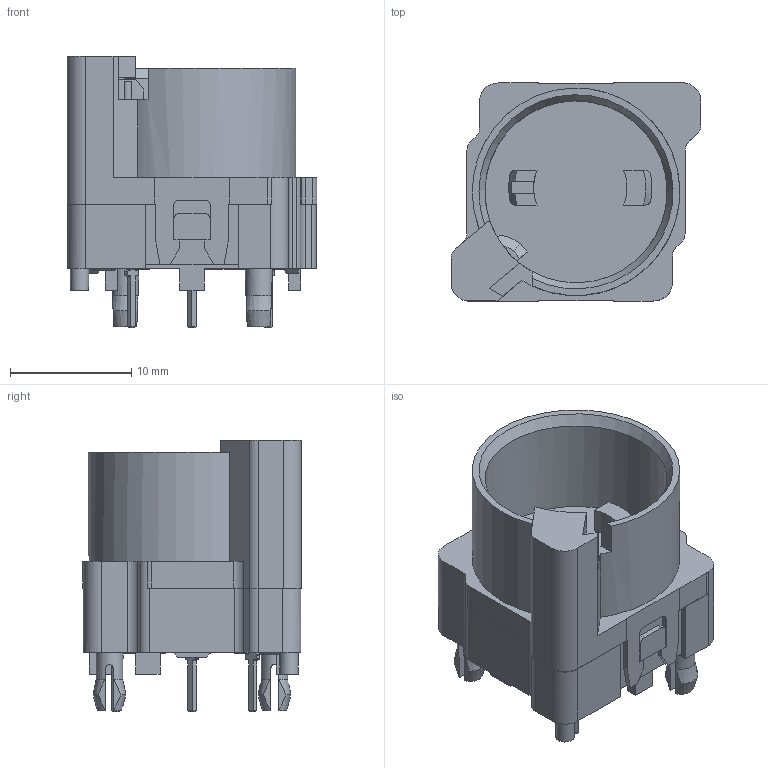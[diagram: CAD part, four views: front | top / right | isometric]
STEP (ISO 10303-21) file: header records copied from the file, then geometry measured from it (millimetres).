
FILE_DESCRIPTION(/* description */ (''),/* implementation_level */ '2;1');
FILE_NAME(/* name */ 'CTP_485.stp',/* time_stamp */ '2016-04-14T11:29:53+02:00',/* author */ ('mharscher'),/* organization */ (''),/* preprocessor_version */ 'ST-DEVELOPER v15.2',/* originating_system */ 'Autodesk Inventor 2014',/* authorisation */ '');
FILE_SCHEMA (('CONFIG_CONTROL_DESIGN'));
Length unit declared in the file: centimetre
Products named in the file (1): CTP_485_ipt
Bounding box: 20.6 x 18 x 22.4 mm (x, y, z)
Volume: 3112.5 mm3; surface area: 2682.8 mm2
Topology: 1 solids, 5 shells, 546 faces, 1521 edges, 1004 vertices
Faces by surface type: plane 437, cylinder 92, cone 15, sphere 2
Full cylindrical faces by diameter (mm): 1.509 x1, 2.2 x2, 3 x1, 3.15 x1, 3.6 x1, 15 x1
Entity records: 17314 total; most frequent: CARTESIAN_POINT 3269, ORIENTED_EDGE 3016, DIRECTION 2778, EDGE_CURVE 1504, LINE 1232, VECTOR 1232, VERTEX_POINT 996, AXIS2_PLACEMENT_3D 773
